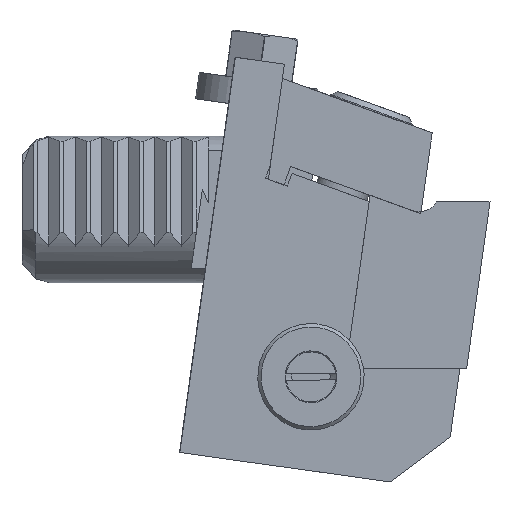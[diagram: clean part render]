
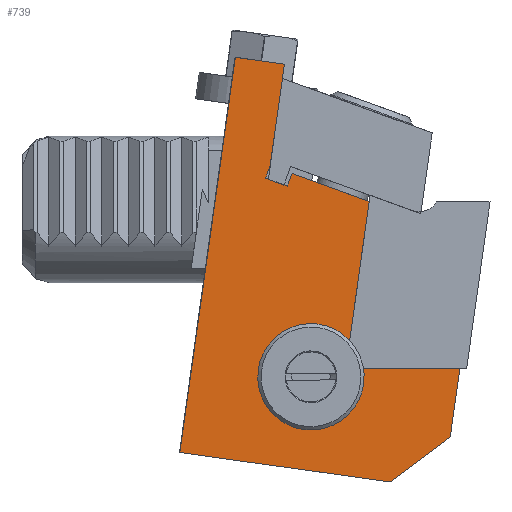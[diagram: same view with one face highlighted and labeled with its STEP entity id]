
A CAD part, front view. The second image highlights one B-rep face of the part: STEP entity #739.
In plain terms, the highlighted planar face has unit normal (0, -1, 0).
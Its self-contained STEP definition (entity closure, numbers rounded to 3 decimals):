
#431=FACE_BOUND('',#1586,.T.);
#432=FACE_BOUND('',#1587,.T.);
#538=CIRCLE('',#6187,3.05);
#539=CIRCLE('',#6188,1.);
#739=ADVANCED_FACE('',(#431,#432),#999,.T.);
#999=PLANE('',#6189);
#1586=EDGE_LOOP('',(#2623));
#1587=EDGE_LOOP('',(#2624,#2625,#2626,#2627,#2628,#2629,#2630,#2631,#2632,
#2633,#2634,#2635,#2636));
#2623=ORIENTED_EDGE('',*,*,#4384,.T.);
#2624=ORIENTED_EDGE('',*,*,#4385,.T.);
#2625=ORIENTED_EDGE('',*,*,#4386,.T.);
#2626=ORIENTED_EDGE('',*,*,#4321,.T.);
#2627=ORIENTED_EDGE('',*,*,#4387,.T.);
#2628=ORIENTED_EDGE('',*,*,#4388,.T.);
#2629=ORIENTED_EDGE('',*,*,#4389,.T.);
#2630=ORIENTED_EDGE('',*,*,#4390,.T.);
#2631=ORIENTED_EDGE('',*,*,#4391,.T.);
#2632=ORIENTED_EDGE('',*,*,#4392,.T.);
#2633=ORIENTED_EDGE('',*,*,#4393,.T.);
#2634=ORIENTED_EDGE('',*,*,#4394,.T.);
#2635=ORIENTED_EDGE('',*,*,#4395,.T.);
#2636=ORIENTED_EDGE('',*,*,#4396,.T.);
#3677=VERTEX_POINT('',#9019);
#3678=VERTEX_POINT('',#9021);
#3716=VERTEX_POINT('',#9123);
#3717=VERTEX_POINT('',#9125);
#3718=VERTEX_POINT('',#9126);
#3719=VERTEX_POINT('',#9129);
#3720=VERTEX_POINT('',#9131);
#3721=VERTEX_POINT('',#9133);
#3722=VERTEX_POINT('',#9135);
#3723=VERTEX_POINT('',#9137);
#3724=VERTEX_POINT('',#9139);
#3725=VERTEX_POINT('',#9141);
#3726=VERTEX_POINT('',#9143);
#3727=VERTEX_POINT('',#9145);
#4321=EDGE_CURVE('',#3678,#3677,#4972,.T.);
#4384=EDGE_CURVE('',#3716,#3716,#538,.T.);
#4385=EDGE_CURVE('',#3717,#3718,#5035,.T.);
#4386=EDGE_CURVE('',#3718,#3678,#5036,.T.);
#4387=EDGE_CURVE('',#3677,#3719,#5037,.T.);
#4388=EDGE_CURVE('',#3719,#3720,#5038,.T.);
#4389=EDGE_CURVE('',#3720,#3721,#5039,.T.);
#4390=EDGE_CURVE('',#3721,#3722,#539,.T.);
#4391=EDGE_CURVE('',#3722,#3723,#5040,.T.);
#4392=EDGE_CURVE('',#3723,#3724,#5041,.T.);
#4393=EDGE_CURVE('',#3724,#3725,#5042,.T.);
#4394=EDGE_CURVE('',#3725,#3726,#5043,.T.);
#4395=EDGE_CURVE('',#3726,#3727,#5044,.T.);
#4396=EDGE_CURVE('',#3727,#3717,#5045,.T.);
#4972=LINE('',#9020,#5605);
#5035=LINE('',#9124,#5668);
#5036=LINE('',#9127,#5669);
#5037=LINE('',#9128,#5670);
#5038=LINE('',#9130,#5671);
#5039=LINE('',#9132,#5672);
#5040=LINE('',#9136,#5673);
#5041=LINE('',#9138,#5674);
#5042=LINE('',#9140,#5675);
#5043=LINE('',#9142,#5676);
#5044=LINE('',#9144,#5677);
#5045=LINE('',#9146,#5678);
#5605=VECTOR('',#7266,1.);
#5668=VECTOR('',#7333,1.);
#5669=VECTOR('',#7334,1.);
#5670=VECTOR('',#7335,1.);
#5671=VECTOR('',#7336,1.);
#5672=VECTOR('',#7337,1.);
#5673=VECTOR('',#7340,1.);
#5674=VECTOR('',#7341,1.);
#5675=VECTOR('',#7342,1.);
#5676=VECTOR('',#7343,1.);
#5677=VECTOR('',#7344,1.);
#5678=VECTOR('',#7345,1.);
#6187=AXIS2_PLACEMENT_3D('',#9122,#7331,#7332);
#6188=AXIS2_PLACEMENT_3D('',#9134,#7338,#7339);
#6189=AXIS2_PLACEMENT_3D('',#9147,#7346,#7347);
#7266=DIRECTION('',(1.,0.,0.));
#7331=DIRECTION('',(0.,1.,0.));
#7332=DIRECTION('',(0.,0.,-1.));
#7333=DIRECTION('',(-1.,0.,0.));
#7334=DIRECTION('',(0.,0.,-1.));
#7335=DIRECTION('',(0.707,0.,0.707));
#7336=DIRECTION('',(0.,0.,1.));
#7337=DIRECTION('',(-0.99,0.,-0.139));
#7338=DIRECTION('',(0.,1.,0.));
#7339=DIRECTION('',(0.,0.,-1.));
#7340=DIRECTION('',(0.,0.,1.));
#7341=DIRECTION('',(-0.978,0.,0.208));
#7342=DIRECTION('',(-0.208,0.,-0.978));
#7343=DIRECTION('',(-0.978,0.,0.208));
#7344=DIRECTION('',(0.208,0.,0.978));
#7345=DIRECTION('',(0.,0.,1.));
#7346=DIRECTION('',(0.,-1.,0.));
#7347=DIRECTION('',(0.,0.,-1.));
#9019=CARTESIAN_POINT('',(32.,-26.,0.));
#9020=CARTESIAN_POINT('',(0.,-26.,0.));
#9021=CARTESIAN_POINT('',(0.05,-26.,0.));
#9122=CARTESIAN_POINT('',(18.,-26.,14.));
#9123=CARTESIAN_POINT('',(18.,-26.,10.95));
#9124=CARTESIAN_POINT('',(7.5,-26.,60.));
#9125=CARTESIAN_POINT('',(7.5,-26.,60.));
#9126=CARTESIAN_POINT('',(0.05,-26.,60.));
#9127=CARTESIAN_POINT('',(0.05,-26.,0.));
#9128=CARTESIAN_POINT('',(32.,-26.,0.));
#9129=CARTESIAN_POINT('',(40.,-26.,8.));
#9130=CARTESIAN_POINT('',(40.,-26.,8.));
#9131=CARTESIAN_POINT('',(40.,-26.,18.4));
#9132=CARTESIAN_POINT('',(40.,-26.,18.4));
#9133=CARTESIAN_POINT('',(24.139,-26.,16.171));
#9134=CARTESIAN_POINT('',(24.,-26.,17.161));
#9135=CARTESIAN_POINT('',(23.,-26.,17.161));
#9136=CARTESIAN_POINT('',(23.,-26.,16.011));
#9137=CARTESIAN_POINT('',(23.,-26.,41.305));
#9138=CARTESIAN_POINT('',(23.,-26.,41.305));
#9139=CARTESIAN_POINT('',(10.924,-26.,43.872));
#9140=CARTESIAN_POINT('',(10.924,-26.,43.872));
#9141=CARTESIAN_POINT('',(10.508,-26.,41.916));
#9142=CARTESIAN_POINT('',(10.508,-26.,41.916));
#9143=CARTESIAN_POINT('',(7.084,-26.,42.644));
#9144=CARTESIAN_POINT('',(7.084,-26.,42.644));
#9145=CARTESIAN_POINT('',(7.5,-26.,44.6));
#9146=CARTESIAN_POINT('',(7.5,-26.,44.6));
#9147=CARTESIAN_POINT('',(0.,-26.,0.));
